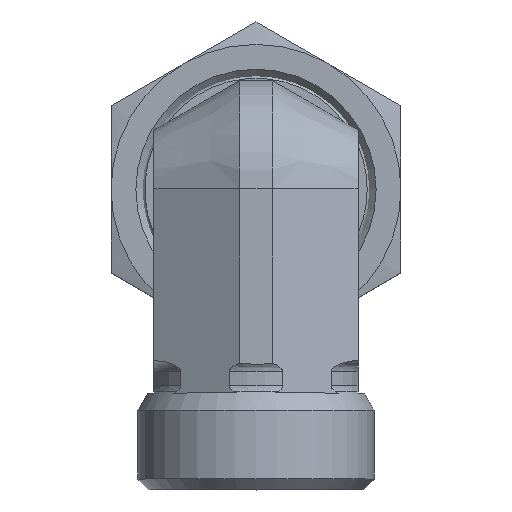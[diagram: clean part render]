
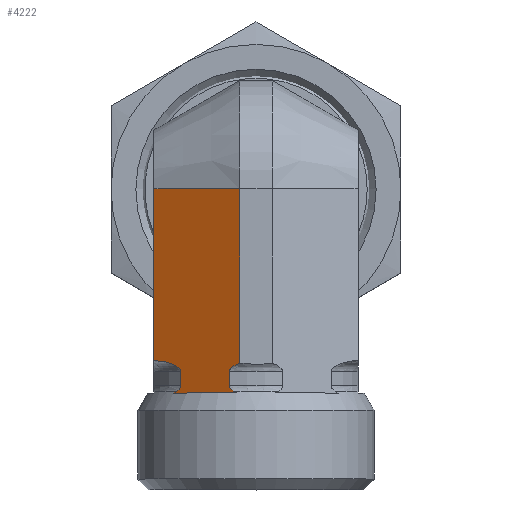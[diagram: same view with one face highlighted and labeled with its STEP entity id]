
A CAD part, top view. The second image highlights one B-rep face of the part: STEP entity #4222.
In plain terms, the highlighted planar face has unit normal (-0.5, 0, 0.866).
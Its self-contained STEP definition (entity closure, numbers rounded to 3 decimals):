
#2010=CARTESIAN_POINT('',(-27.121,-7.852,24.485));
#2011=VERTEX_POINT('',#2010);
#2012=CARTESIAN_POINT('',(-26.91,-7.852,24.607));
#2013=VERTEX_POINT('',#2012);
#2014=CARTESIAN_POINT('',(-27.121,-7.852,24.485));
#2015=DIRECTION('',(0.866,0.0,0.5));
#2016=VECTOR('',#2015,0.243);
#2017=LINE('',#2014,#2016);
#2018=EDGE_CURVE('',#2011,#2013,#2017,.T.);
#2226=CARTESIAN_POINT('',(-24.624,-8.852,25.926));
#2227=VERTEX_POINT('',#2226);
#2228=CARTESIAN_POINT('',(-26.91,-7.852,24.607));
#2229=CARTESIAN_POINT('',(-26.341,-7.852,24.935));
#2230=CARTESIAN_POINT('',(-25.672,-8.006,25.321));
#2231=CARTESIAN_POINT('',(-25.005,-8.36,25.706));
#2232=CARTESIAN_POINT('',(-24.83,-8.469,25.807));
#2233=CARTESIAN_POINT('',(-24.691,-8.647,25.888));
#2234=CARTESIAN_POINT('',(-24.661,-8.695,25.905));
#2235=CARTESIAN_POINT('',(-24.633,-8.773,25.921));
#2236=CARTESIAN_POINT('',(-24.624,-8.816,25.926));
#2237=CARTESIAN_POINT('',(-24.624,-8.852,25.926));
#2238=B_SPLINE_CURVE_WITH_KNOTS('',3,(#2228,#2229,#2230,#2231,#2232,#2233,#2234,#2235,#2236,#2237),.UNSPECIFIED.,.F.,.U.,(4,2,2,2,4),(0.216,0.413,0.471,0.485,0.496),.UNSPECIFIED.);
#2239=EDGE_CURVE('',#2013,#2227,#2238,.T.);
#2414=CARTESIAN_POINT('',(-24.624,-10.184,25.926));
#2415=VERTEX_POINT('',#2414);
#2416=CARTESIAN_POINT('',(-24.624,-8.852,25.926));
#2417=DIRECTION('',(0.0,-1.0,0.0));
#2418=VECTOR('',#2417,1.332);
#2419=LINE('',#2416,#2418);
#2420=EDGE_CURVE('',#2227,#2415,#2419,.T.);
#2604=CARTESIAN_POINT('',(-25.03,-10.684,25.692));
#2605=VERTEX_POINT('',#2604);
#2606=CARTESIAN_POINT('',(-24.624,-10.184,25.926));
#2607=CARTESIAN_POINT('',(-24.624,-10.221,25.926));
#2608=CARTESIAN_POINT('',(-24.633,-10.263,25.921));
#2609=CARTESIAN_POINT('',(-24.661,-10.341,25.905));
#2610=CARTESIAN_POINT('',(-24.691,-10.389,25.888));
#2611=CARTESIAN_POINT('',(-24.8,-10.529,25.825));
#2612=CARTESIAN_POINT('',(-24.915,-10.614,25.758));
#2613=CARTESIAN_POINT('',(-25.03,-10.684,25.692));
#2614=B_SPLINE_CURVE_WITH_KNOTS('',3,(#2606,#2607,#2608,#2609,#2610,#2611,#2612,#2613),.UNSPECIFIED.,.F.,.U.,(4,2,2,4),(0.496,0.507,0.522,0.564),.UNSPECIFIED.);
#2615=EDGE_CURVE('',#2415,#2605,#2614,.T.);
#2708=CARTESIAN_POINT('',(-19.711,-10.684,28.763));
#2709=VERTEX_POINT('',#2708);
#2717=CARTESIAN_POINT('',(-19.45,-10.852,28.914));
#2718=VERTEX_POINT('',#2717);
#2719=CARTESIAN_POINT('',(-19.45,-10.852,28.914));
#2720=CARTESIAN_POINT('',(-19.581,-10.764,28.838));
#2721=CARTESIAN_POINT('',(-19.711,-10.684,28.763));
#2729=(BOUNDED_CURVE()B_SPLINE_CURVE(2,(#2719,#2720,#2721),.UNSPECIFIED.,.F.,.U.)B_SPLINE_CURVE_WITH_KNOTS((3,3),(0.021,0.056),.UNSPECIFIED.)CURVE()GEOMETRIC_REPRESENTATION_ITEM()RATIONAL_B_SPLINE_CURVE((1.,1.,1.0))REPRESENTATION_ITEM(''));
#2730=EDGE_CURVE('',#2718,#2709,#2729,.T.);
#2732=CARTESIAN_POINT('',(-25.291,-10.852,25.541));
#2733=VERTEX_POINT('',#2732);
#2741=CARTESIAN_POINT('',(-25.03,-10.684,25.692));
#2742=CARTESIAN_POINT('',(-25.16,-10.764,25.617));
#2743=CARTESIAN_POINT('',(-25.291,-10.852,25.541));
#2751=(BOUNDED_CURVE()B_SPLINE_CURVE(2,(#2741,#2742,#2743),.UNSPECIFIED.,.F.,.U.)B_SPLINE_CURVE_WITH_KNOTS((3,3),(0.0,0.035),.UNSPECIFIED.)CURVE()GEOMETRIC_REPRESENTATION_ITEM()RATIONAL_B_SPLINE_CURVE((1.0,1.,1.))REPRESENTATION_ITEM(''));
#2752=EDGE_CURVE('',#2605,#2733,#2751,.T.);
#2954=CARTESIAN_POINT('',(-19.121,-8.08,29.104));
#2955=VERTEX_POINT('',#2954);
#2965=CARTESIAN_POINT('',(-20.117,-8.852,28.528));
#2966=VERTEX_POINT('',#2965);
#2967=CARTESIAN_POINT('',(-20.117,-8.852,28.528));
#2968=CARTESIAN_POINT('',(-20.117,-8.816,28.528));
#2969=CARTESIAN_POINT('',(-20.108,-8.773,28.533));
#2970=CARTESIAN_POINT('',(-20.08,-8.695,28.55));
#2971=CARTESIAN_POINT('',(-20.05,-8.647,28.567));
#2972=CARTESIAN_POINT('',(-19.911,-8.469,28.647));
#2973=CARTESIAN_POINT('',(-19.736,-8.36,28.748));
#2974=CARTESIAN_POINT('',(-19.441,-8.204,28.919));
#2975=CARTESIAN_POINT('',(-19.284,-8.137,29.009));
#2976=CARTESIAN_POINT('',(-19.121,-8.08,29.104));
#2977=B_SPLINE_CURVE_WITH_KNOTS('',3,(#2967,#2968,#2969,#2970,#2971,#2972,#2973,#2974,#2975,#2976),.UNSPECIFIED.,.F.,.U.,(4,2,2,2,4),(0.496,0.507,0.522,0.579,0.634),.UNSPECIFIED.);
#2978=EDGE_CURVE('',#2966,#2955,#2977,.T.);
#3004=CARTESIAN_POINT('',(-20.117,-10.184,28.528));
#3005=VERTEX_POINT('',#3004);
#3006=CARTESIAN_POINT('',(-20.117,-10.184,28.528));
#3007=DIRECTION('',(0.0,1.0,0.0));
#3008=VECTOR('',#3007,1.332);
#3009=LINE('',#3006,#3008);
#3010=EDGE_CURVE('',#3005,#2966,#3009,.T.);
#3039=CARTESIAN_POINT('',(-19.711,-10.684,28.763));
#3040=CARTESIAN_POINT('',(-19.826,-10.614,28.697));
#3041=CARTESIAN_POINT('',(-19.941,-10.529,28.63));
#3042=CARTESIAN_POINT('',(-20.05,-10.389,28.567));
#3043=CARTESIAN_POINT('',(-20.08,-10.341,28.55));
#3044=CARTESIAN_POINT('',(-20.108,-10.263,28.533));
#3045=CARTESIAN_POINT('',(-20.117,-10.221,28.528));
#3046=CARTESIAN_POINT('',(-20.117,-10.184,28.528));
#3047=B_SPLINE_CURVE_WITH_KNOTS('',3,(#3039,#3040,#3041,#3042,#3043,#3044,#3045,#3046),.UNSPECIFIED.,.F.,.U.,(4,2,2,4),(0.429,0.471,0.485,0.496),.UNSPECIFIED.);
#3048=EDGE_CURVE('',#2709,#3005,#3047,.T.);
#3060=CARTESIAN_POINT('',(-25.291,-10.852,25.541));
#3061=DIRECTION('',(0.866,0.0,0.5));
#3062=VECTOR('',#3061,6.745);
#3063=LINE('',#3060,#3062);
#3064=EDGE_CURVE('',#2733,#2718,#3063,.T.);
#4114=CARTESIAN_POINT('',(-19.121,8.148,29.104));
#4115=VERTEX_POINT('',#4114);
#4146=CARTESIAN_POINT('',(-27.121,8.148,24.485));
#4147=VERTEX_POINT('',#4146);
#4155=CARTESIAN_POINT('',(-19.121,8.148,29.104));
#4156=DIRECTION('',(-0.866,0.0,-0.5));
#4157=VECTOR('',#4156,9.238);
#4158=LINE('',#4155,#4157);
#4159=EDGE_CURVE('',#4115,#4147,#4158,.T.);
#4192=CARTESIAN_POINT('',(-27.121,8.148,24.485));
#4193=DIRECTION('',(-0.5,0.0,0.866));
#4194=DIRECTION('',(0.866,0.0,0.5));
#4195=AXIS2_PLACEMENT_3D('',#4192,#4193,#4194);
#4196=PLANE('',#4195);
#4197=ORIENTED_EDGE('',*,*,#2978,.T.);
#4198=CARTESIAN_POINT('',(-19.121,8.148,29.104));
#4199=DIRECTION('',(0.0,-1.0,0.0));
#4200=VECTOR('',#4199,16.228);
#4201=LINE('',#4198,#4200);
#4202=EDGE_CURVE('',#4115,#2955,#4201,.T.);
#4203=ORIENTED_EDGE('',*,*,#4202,.F.);
#4204=ORIENTED_EDGE('',*,*,#4159,.T.);
#4205=CARTESIAN_POINT('',(-27.121,8.148,24.485));
#4206=DIRECTION('',(0.0,-1.0,0.0));
#4207=VECTOR('',#4206,16.);
#4208=LINE('',#4205,#4207);
#4209=EDGE_CURVE('',#4147,#2011,#4208,.T.);
#4210=ORIENTED_EDGE('',*,*,#4209,.T.);
#4211=ORIENTED_EDGE('',*,*,#2018,.T.);
#4212=ORIENTED_EDGE('',*,*,#2239,.T.);
#4213=ORIENTED_EDGE('',*,*,#2420,.T.);
#4214=ORIENTED_EDGE('',*,*,#2615,.T.);
#4215=ORIENTED_EDGE('',*,*,#2752,.T.);
#4216=ORIENTED_EDGE('',*,*,#3064,.T.);
#4217=ORIENTED_EDGE('',*,*,#2730,.T.);
#4218=ORIENTED_EDGE('',*,*,#3048,.T.);
#4219=ORIENTED_EDGE('',*,*,#3010,.T.);
#4220=EDGE_LOOP('',(#4197,#4203,#4204,#4210,#4211,#4212,#4213,#4214,#4215,#4216,#4217,#4218,#4219));
#4221=FACE_OUTER_BOUND('',#4220,.T.);
#4222=ADVANCED_FACE('',(#4221),#4196,.T.);
